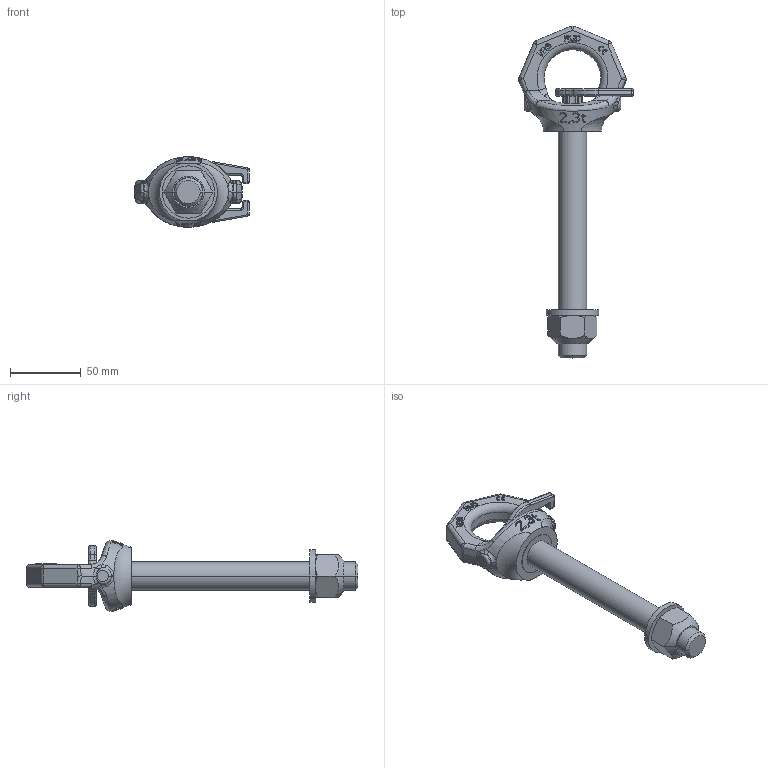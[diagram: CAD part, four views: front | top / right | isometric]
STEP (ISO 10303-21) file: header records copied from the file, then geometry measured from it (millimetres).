
FILE_DESCRIPTION((''),'2;1');
FILE_NAME('001-M33721-P-4_ASM','2018-08-21T',('Andreas.Wendler'),(''),'PRO/ENGINEER BY PARAMETRIC TECHNOLOGY CORPORATION, 2011490','PRO/ENGINEER BY PARAMETRIC TECHNOLOGY CORPORATION, 2011490','');
FILE_SCHEMA(('CONFIG_CONTROL_DESIGN'));
Length unit declared in the file: millimetre
Products named in the file (6): 001-M35308-P-1; 001-M33989-P-2; 001-M33193-P-1; 001-M31624-V05; 001-M31328-V02; 001-M33721-P-4_ASM
Assembly tree (5 placements, depth 2):
  001-M33721-P-4_ASM
    001-M35308-P-1
    001-M33989-P-2
    001-M33193-P-1
    001-M31624-V05
    001-M31328-V02
Bounding box: 80.98 x 234.44 x 49.87 mm (x, y, z)
Volume: 133291 mm3; surface area: 38790.9 mm2
Topology: 5 solids, 5 shells, 802 faces, 2162 edges, 1399 vertices
Faces by surface type: plane 598, cylinder 82, bspline 70, torus 28, cone 14, sphere 10
Entity records: 30005 total; most frequent: CARTESIAN_POINT 10911, ORIENTED_EDGE 4324, DIRECTION 3353, EDGE_CURVE 2162, VERTEX_POINT 1399, VECTOR 1325, LINE 1325, AXIS2_PLACEMENT_3D 1014
